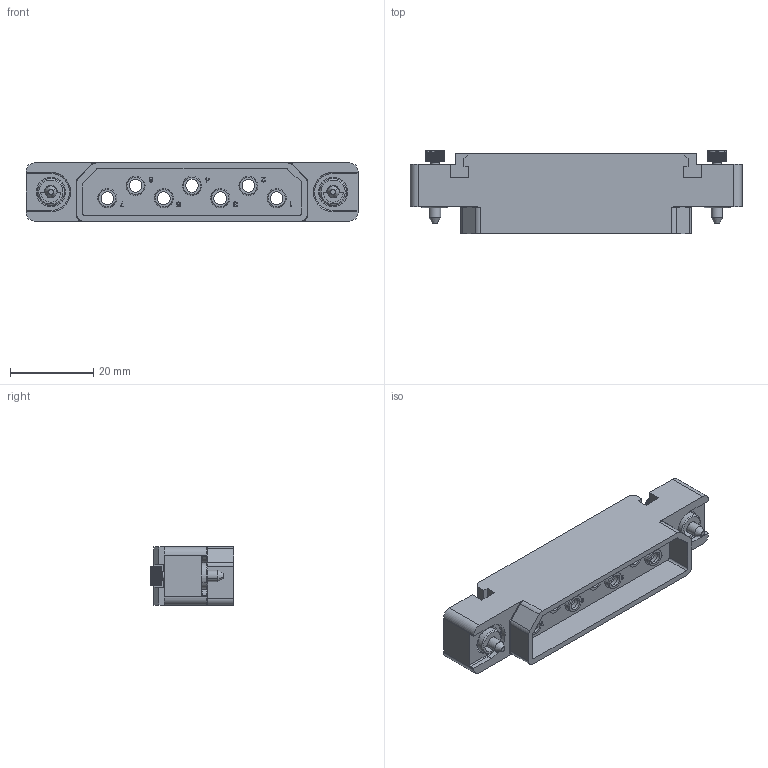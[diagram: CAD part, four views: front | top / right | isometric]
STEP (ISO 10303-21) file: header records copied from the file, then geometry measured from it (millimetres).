
FILE_DESCRIPTION((''),'2;1');
FILE_NAME('1900ND06P2A00A','2019-10-30T',('presta_be4'),(''),'CREO PARAMETRIC BY PTC INC, 2018360','CREO PARAMETRIC BY PTC INC, 2018360','');
FILE_SCHEMA(('CONFIG_CONTROL_DESIGN'));
Products named in the file (1): 1900ND06P2A00A
Bounding box: 80 x 20.16 x 14 mm (x, y, z)
Volume: 10726.9 mm3; surface area: 10303.8 mm2
Topology: 3 solids, 3 shells, 1652 faces, 4562 edges, 2990 vertices
Faces by surface type: plane 1170, cylinder 322, cone 92, torus 36, extrusion 28, bspline 4
Entity records: 59832 total; most frequent: CARTESIAN_POINT 17657, ORIENTED_EDGE 9116, DIRECTION 8200, EDGE_CURVE 4558, VECTOR 3454, LINE 3426, VERTEX_POINT 2990, AXIS2_PLACEMENT_3D 2373
